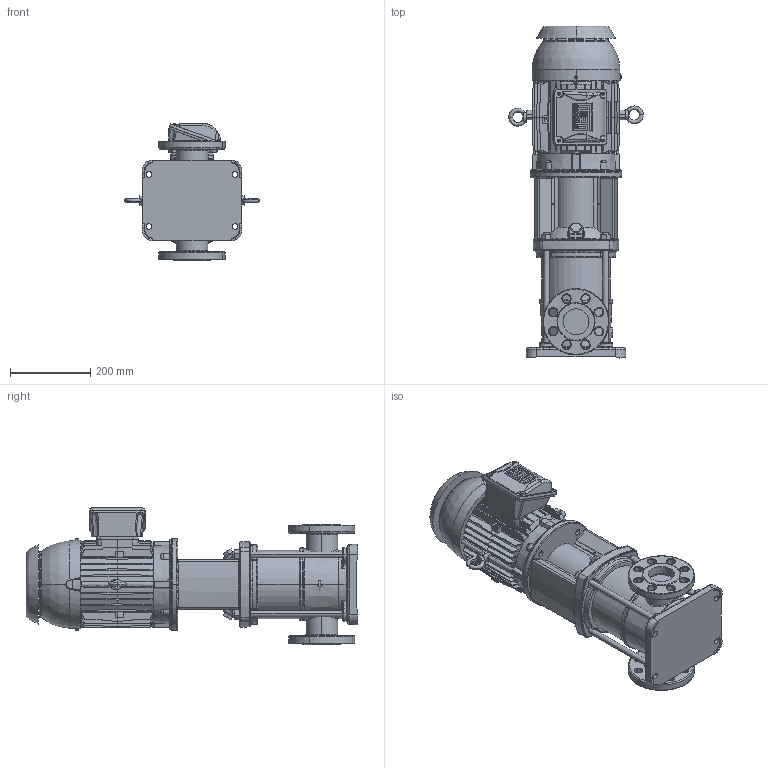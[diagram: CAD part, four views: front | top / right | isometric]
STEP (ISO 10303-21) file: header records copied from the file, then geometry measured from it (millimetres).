
FILE_DESCRIPTION (( 'STEP AP203' ), '1' );
FILE_NAME ('3350072 - MVI-75-3-5 HP-182TC-304-E-575~3.step', '2022-03-30T22:10:23', ( '' ), ( '' ), 'SwSTEP 2.0', 'SolidWorks 2021', '' );
FILE_SCHEMA (( 'CONFIG_CONTROL_DESIGN' ));
Length unit declared in the file: inch
Products named in the file (5): 2700095 - NEMA V2 5 HP 182_4TC 575~3 TEFC W; sbi_n_15-3_flange(NEMA); MVI PEO - [304-EPDM]_3304072 - MVI-75-3-5 HP-182TC-304-E-S; 3350072 - MVI-75-3-5 HP-182TC-304-E-575~3; TEFC MOTOR_2700095 - NEMA V2 5 HP 182_4TC 575~3 TEFC W
Assembly tree (4 placements, depth 3):
  3350072 - MVI-75-3-5 HP-182TC-304-E-575~3
    MVI PEO - [304-EPDM]_3304072 - MVI-75-3-5 HP-182TC-304-E-S
      sbi_n_15-3_flange(NEMA)
    TEFC MOTOR_2700095 - NEMA V2 5 HP 182_4TC 575~3 TEFC W
      2700095 - NEMA V2 5 HP 182_4TC 575~3 TEFC W
Bounding box: 335.99 x 828.15 x 342.15 mm (x, y, z)
Volume: 25536688.1 mm3; surface area: 1407170.9 mm2
Topology: 16 solids, 16 shells, 2781 faces, 7097 edges, 4555 vertices
Faces by surface type: plane 1758, cylinder 406, bspline 379, cone 206, torus 26, sphere 6
Entity records: 120340 total; most frequent: CARTESIAN_POINT 56839, ORIENTED_EDGE 14136, DIRECTION 11212, EDGE_CURVE 7068, VERTEX_POINT 4553, VECTOR 4142, LINE 4142, AXIS2_PLACEMENT_3D 3535
